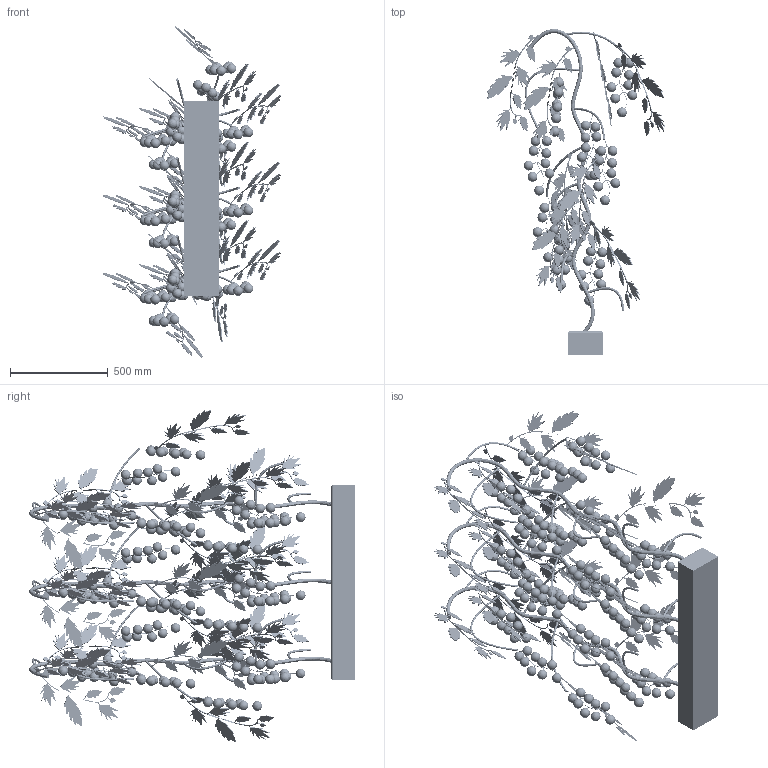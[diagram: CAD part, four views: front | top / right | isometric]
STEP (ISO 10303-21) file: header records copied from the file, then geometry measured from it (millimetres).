
FILE_DESCRIPTION (( 'STEP AP214' ), '1' );
FILE_NAME ('tomato.STEP', '2018-03-09T14:49:28', ( '' ), ( '' ), 'SwSTEP 2.0', 'SolidWorks 2018', '' );
FILE_SCHEMA (( 'AUTOMOTIVE_DESIGN' ));
Length unit declared in the file: millimetre
Products named in the file (6): tomato; domates montaj; domates meyve; domates yaprak; domates; cocopit
Assembly tree (22 placements, depth 3):
  tomato
    cocopit
    domates montaj  x3
      domates
      domates yaprak
      domates meyve
Bounding box: 915.95 x 1667.01 x 1699.05 mm (x, y, z)
Volume: 41435684 mm3; surface area: 5201164.1 mm2
Topology: 55 solids, 55 shells, 7969 faces, 24725 edges, 16422 vertices
Faces by surface type: plane 4068, cylinder 2770, bspline 699, sphere 384, torus 48
Entity records: 19226 total; most frequent: CARTESIAN_POINT 6533, ORIENTED_EDGE 2006, DIRECTION 1857, EDGE_CURVE 1003, VERTEX_POINT 669, AXIS2_PLACEMENT_3D 633, VECTOR 591, LINE 591
